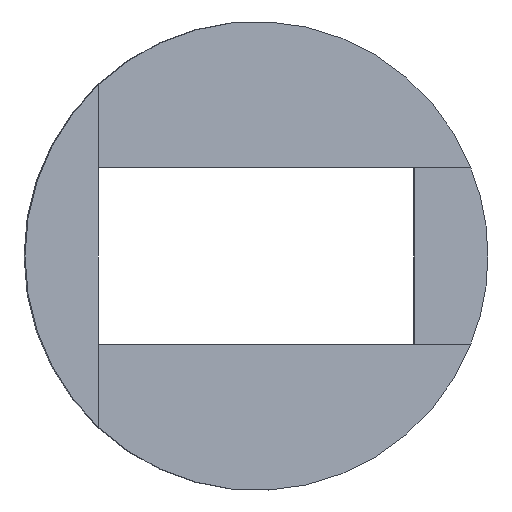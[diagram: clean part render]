
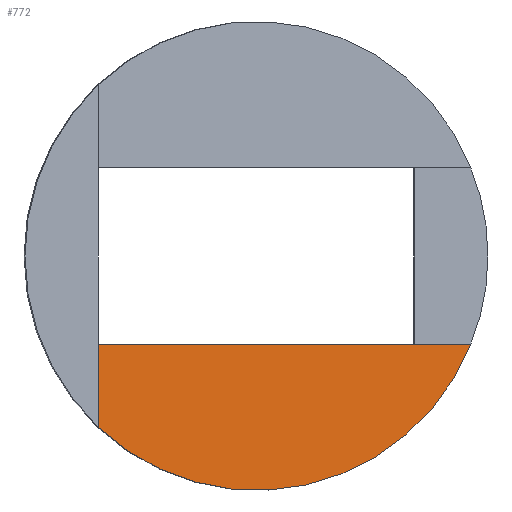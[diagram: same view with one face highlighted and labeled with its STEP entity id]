
A CAD part, left-side view. The second image highlights one B-rep face of the part: STEP entity #772.
In plain terms, the highlighted planar face has unit normal (-0.988, -0.156, 0).
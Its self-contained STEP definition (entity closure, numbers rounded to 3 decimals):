
#491 = VERTEX_POINT('',#492);
#492 = CARTESIAN_POINT('',(-5950.515,-1134.827,
    -77.));
#499 = CYLINDRICAL_SURFACE('',#500,205.);
#500 = AXIS2_PLACEMENT_3D('',#501,#502,#503);
#501 = CARTESIAN_POINT('',(-5960.482,-944.048,0.));
#502 = DIRECTION('',(-0.988,-0.156,0.));
#503 = DIRECTION('',(0.156,-0.988,0.));
#510 = PLANE('',#511);
#511 = AXIS2_PLACEMENT_3D('',#512,#513,#514);
#512 = CARTESIAN_POINT('',(-4002.712,-775.712,-77.));
#513 = DIRECTION('',(0.,0.,1.));
#514 = DIRECTION('',(1.,0.,0.));
#521 = EDGE_CURVE('',#522,#491,#524,.T.);
#522 = VERTEX_POINT('',#523);
#523 = CARTESIAN_POINT('',(-6002.136,-808.9,
    -149.75));
#524 = SURFACE_CURVE('',#525,(#530,#537),.PCURVE_S1.);
#525 = CIRCLE('',#526,205.);
#526 = AXIS2_PLACEMENT_3D('',#527,#528,#529);
#527 = CARTESIAN_POINT('',(-5980.236,-947.176,
    0.));
#528 = DIRECTION('',(-0.988,-0.156,0.));
#529 = DIRECTION('',(0.156,-0.988,0.));
#530 = PCURVE('',#499,#531);
#531 = DEFINITIONAL_REPRESENTATION('',(#532),#536);
#532 = LINE('',#533,#534);
#533 = CARTESIAN_POINT('',(0.,20.));
#534 = VECTOR('',#535,1.);
#535 = DIRECTION('',(1.,0.));
#536 = ( GEOMETRIC_REPRESENTATION_CONTEXT(2) 
PARAMETRIC_REPRESENTATION_CONTEXT() REPRESENTATION_CONTEXT('2D SPACE',''
  ) );
#537 = PCURVE('',#538,#543);
#538 = PLANE('',#539);
#539 = AXIS2_PLACEMENT_3D('',#540,#541,#542);
#540 = CARTESIAN_POINT('',(-5980.236,-947.176,0.));
#541 = DIRECTION('',(-0.988,-0.156,0.));
#542 = DIRECTION('',(0.156,-0.988,0.));
#543 = DEFINITIONAL_REPRESENTATION('',(#544),#548);
#544 = CIRCLE('',#545,205.);
#545 = AXIS2_PLACEMENT_2D('',#546,#547);
#546 = CARTESIAN_POINT('',(0.,0.));
#547 = DIRECTION('',(1.,0.));
#548 = ( GEOMETRIC_REPRESENTATION_CONTEXT(2) 
PARAMETRIC_REPRESENTATION_CONTEXT() REPRESENTATION_CONTEXT('2D SPACE',''
  ) );
#565 = PLANE('',#566);
#566 = AXIS2_PLACEMENT_3D('',#567,#568,#569);
#567 = CARTESIAN_POINT('',(-4046.514,-499.16,-77.));
#568 = DIRECTION('',(0.156,-0.988,0.));
#569 = DIRECTION('',(0.988,0.156,0.));
#632 = VERTEX_POINT('',#633);
#633 = CARTESIAN_POINT('',(-5958.335,-1085.453,
    -77.));
#647 = PLANE('',#648);
#648 = AXIS2_PLACEMENT_3D('',#649,#650,#651);
#649 = CARTESIAN_POINT('',(-4002.712,-775.712,-77.));
#650 = DIRECTION('',(0.,0.,1.));
#651 = DIRECTION('',(1.,0.,0.));
#659 = EDGE_CURVE('',#491,#632,#660,.T.);
#660 = SURFACE_CURVE('',#661,(#665,#671),.PCURVE_S1.);
#661 = LINE('',#662,#663);
#662 = CARTESIAN_POINT('',(-5969.285,-1016.314,
    -77.));
#663 = VECTOR('',#664,1.);
#664 = DIRECTION('',(-0.156,0.988,0.));
#665 = PCURVE('',#510,#666);
#666 = DEFINITIONAL_REPRESENTATION('',(#667),#670);
#667 = B_SPLINE_CURVE_WITH_KNOTS('',1,(#668,#669),.UNSPECIFIED.,.F.,.F.,
  (2,2),(-169.5,244.5),.PIECEWISE_BEZIER_KNOTS.);
#668 = CARTESIAN_POINT('',(-1940.058,-408.015));
#669 = CARTESIAN_POINT('',(-2004.822,0.888));
#670 = ( GEOMETRIC_REPRESENTATION_CONTEXT(2) 
PARAMETRIC_REPRESENTATION_CONTEXT() REPRESENTATION_CONTEXT('2D SPACE',''
  ) );
#671 = PCURVE('',#538,#672);
#672 = DEFINITIONAL_REPRESENTATION('',(#673),#676);
#673 = B_SPLINE_CURVE_WITH_KNOTS('',1,(#674,#675),.UNSPECIFIED.,.F.,.F.,
  (2,2),(-169.5,244.5),.PIECEWISE_BEZIER_KNOTS.);
#674 = CARTESIAN_POINT('',(239.5,-77.));
#675 = CARTESIAN_POINT('',(-174.5,-77.));
#676 = ( GEOMETRIC_REPRESENTATION_CONTEXT(2) 
PARAMETRIC_REPRESENTATION_CONTEXT() REPRESENTATION_CONTEXT('2D SPACE',''
  ) );
#731 = VERTEX_POINT('',#732);
#732 = CARTESIAN_POINT('',(-6002.136,-808.9,-77.));
#753 = EDGE_CURVE('',#522,#731,#754,.T.);
#754 = SURFACE_CURVE('',#755,(#759,#765),.PCURVE_S1.);
#755 = LINE('',#756,#757);
#756 = CARTESIAN_POINT('',(-6002.136,-808.9,-38.5));
#757 = VECTOR('',#758,1.);
#758 = DIRECTION('',(0.,0.,1.));
#759 = PCURVE('',#565,#760);
#760 = DEFINITIONAL_REPRESENTATION('',(#761),#764);
#761 = B_SPLINE_CURVE_WITH_KNOTS('',1,(#762,#763),.UNSPECIFIED.,.F.,.F.,
  (2,2),(-207.5,284.5),.PIECEWISE_BEZIER_KNOTS.);
#762 = CARTESIAN_POINT('',(-1980.,-169.));
#763 = CARTESIAN_POINT('',(-1980.,323.));
#764 = ( GEOMETRIC_REPRESENTATION_CONTEXT(2) 
PARAMETRIC_REPRESENTATION_CONTEXT() REPRESENTATION_CONTEXT('2D SPACE',''
  ) );
#765 = PCURVE('',#538,#766);
#766 = DEFINITIONAL_REPRESENTATION('',(#767),#770);
#767 = B_SPLINE_CURVE_WITH_KNOTS('',1,(#768,#769),.UNSPECIFIED.,.F.,.F.,
  (2,2),(-207.5,284.5),.PIECEWISE_BEZIER_KNOTS.);
#768 = CARTESIAN_POINT('',(-140.,-246.));
#769 = CARTESIAN_POINT('',(-140.,246.));
#770 = ( GEOMETRIC_REPRESENTATION_CONTEXT(2) 
PARAMETRIC_REPRESENTATION_CONTEXT() REPRESENTATION_CONTEXT('2D SPACE',''
  ) );
#772 = ADVANCED_FACE('',(#773),#538,.T.);
#773 = FACE_BOUND('',#774,.T.);
#774 = EDGE_LOOP('',(#775,#776,#777,#778));
#775 = ORIENTED_EDGE('',*,*,#753,.F.);
#776 = ORIENTED_EDGE('',*,*,#521,.T.);
#777 = ORIENTED_EDGE('',*,*,#659,.T.);
#778 = ORIENTED_EDGE('',*,*,#779,.T.);
#779 = EDGE_CURVE('',#632,#731,#780,.T.);
#780 = SURFACE_CURVE('',#781,(#785,#792),.PCURVE_S1.);
#781 = LINE('',#782,#783);
#782 = CARTESIAN_POINT('',(-5980.236,-947.176,-77.));
#783 = VECTOR('',#784,1.);
#784 = DIRECTION('',(-0.156,0.988,0.));
#785 = PCURVE('',#538,#786);
#786 = DEFINITIONAL_REPRESENTATION('',(#787),#791);
#787 = LINE('',#788,#789);
#788 = CARTESIAN_POINT('',(0.,-77.));
#789 = VECTOR('',#790,1.);
#790 = DIRECTION('',(-1.,0.));
#791 = ( GEOMETRIC_REPRESENTATION_CONTEXT(2) 
PARAMETRIC_REPRESENTATION_CONTEXT() REPRESENTATION_CONTEXT('2D SPACE',''
  ) );
#792 = PCURVE('',#647,#793);
#793 = DEFINITIONAL_REPRESENTATION('',(#794),#798);
#794 = LINE('',#795,#796);
#795 = CARTESIAN_POINT('',(-1977.524,-171.464));
#796 = VECTOR('',#797,1.);
#797 = DIRECTION('',(-0.156,0.988));
#798 = ( GEOMETRIC_REPRESENTATION_CONTEXT(2) 
PARAMETRIC_REPRESENTATION_CONTEXT() REPRESENTATION_CONTEXT('2D SPACE',''
  ) );
